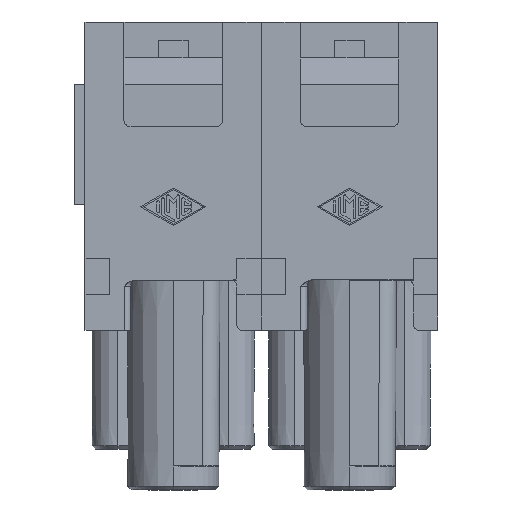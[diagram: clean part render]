
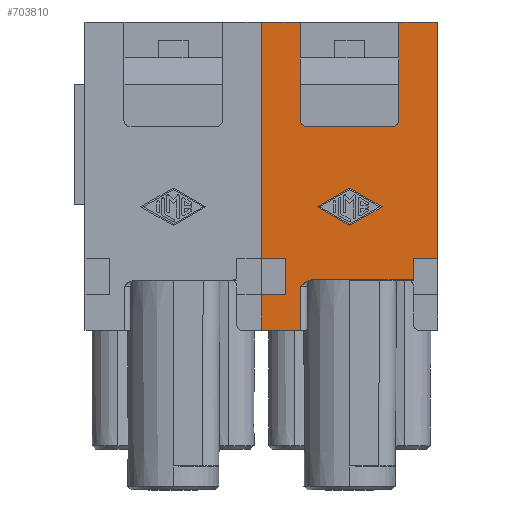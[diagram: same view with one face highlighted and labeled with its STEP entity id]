
A CAD part, front view. The second image highlights one B-rep face of the part: STEP entity #703810.
In plain terms, the highlighted face is planar.
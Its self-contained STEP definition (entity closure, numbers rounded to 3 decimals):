
#6590=CARTESIAN_POINT('',(53.998,58.057,-32.));
#6600=DIRECTION('',(0.,-1.,0.));
#6610=VECTOR('',#6600,1.);
#6620=LINE('',#6590,#6610);
#6630=CARTESIAN_POINT('',(53.998,63.757,-32.))
;
#6640=VERTEX_POINT('',#6630);
#6650=CARTESIAN_POINT('',(53.998,60.757,-32.));
#6660=VERTEX_POINT('',#6650);
#6670=EDGE_CURVE('',#6640,#6660,#6620,.T.);
#16510=CARTESIAN_POINT('',(56.047,60.757,-32.));
#16520=VERTEX_POINT('',#16510);
#16570=CARTESIAN_POINT('',(42.052,60.757,-32.));
#16580=DIRECTION('',(-1.,0.,0.));
#16590=VECTOR('',#16580,1.);
#16600=LINE('',#16570,#16590);
#16610=EDGE_CURVE('',#16520,#6660,#16600,.T.);
#29910=CARTESIAN_POINT('',(43.398,63.757,-32.)
);
#29920=VERTEX_POINT('',#29910);
#29970=CARTESIAN_POINT('',(43.398,63.757,-32.));
#29980=DIRECTION('',(-1.,0.,0.));
#29990=VECTOR('',#29980,1.);
#30000=LINE('',#29970,#29990);
#30010=CARTESIAN_POINT('',(41.348,63.757,-32.)
);
#30020=VERTEX_POINT('',#30010);
#30030=EDGE_CURVE('',#29920,#30020,#30000,.T.);
#34070=CARTESIAN_POINT('',(44.598,83.457,-32.));
#34080=VERTEX_POINT('',#34070);
#34110=CARTESIAN_POINT('',(44.598,58.057,-32.));
#34120=DIRECTION('',(0.,-1.,0.));
#34130=VECTOR('',#34120,1.);
#34140=LINE('',#34110,#34130);
#34150=CARTESIAN_POINT('',(44.598,75.257,-32.));
#34160=VERTEX_POINT('',#34150);
#34170=EDGE_CURVE('',#34080,#34160,#34140,.T.);
#34560=CARTESIAN_POINT('',(52.298,75.257,-32.));
#34570=DIRECTION('',(0.,0.,-1.));
#34580=DIRECTION('',(1.,0.,0.));
#34590=AXIS2_PLACEMENT_3D('',#34560,#34570,#34580);
#34600=CIRCLE('',#34590,0.5);
#34610=CARTESIAN_POINT('',(52.798,75.257,-32.));
#34620=VERTEX_POINT('',#34610);
#34630=CARTESIAN_POINT('',(52.298,74.757,-32.));
#34640=VERTEX_POINT('',#34630);
#34650=EDGE_CURVE('',#34620,#34640,#34600,.T.);
#36140=CARTESIAN_POINT('',(45.098,75.257,-32.));
#36150=DIRECTION('',(0.,0.,-1.));
#36160=DIRECTION('',(1.,0.,0.));
#36170=AXIS2_PLACEMENT_3D('',#36140,#36150,#36160);
#36180=CIRCLE('',#36170,0.5);
#36190=CARTESIAN_POINT('',(45.098,74.757,-32.));
#36200=VERTEX_POINT('',#36190);
#36210=EDGE_CURVE('',#36200,#34160,#36180,.T.);
#36480=CARTESIAN_POINT('',(41.854,74.757,-32.));
#36490=DIRECTION('',(-1.,0.,0.));
#36500=VECTOR('',#36490,1.);
#36510=LINE('',#36480,#36500);
#36520=EDGE_CURVE('',#34640,#36200,#36510,.T.);
#38490=CARTESIAN_POINT('',(43.398,58.057,-32.));
#38500=DIRECTION('',(0.,1.,0.));
#38510=VECTOR('',#38500,1.);
#38520=LINE('',#38490,#38510);
#38530=CARTESIAN_POINT('',(43.398,61.957,-32.));
#38540=VERTEX_POINT('',#38530);
#38550=EDGE_CURVE('',#38540,#29920,#38520,.T.);
#56890=CARTESIAN_POINT('',(56.047,63.757,-32.)
);
#56900=VERTEX_POINT('',#56890);
#56930=CARTESIAN_POINT('',(56.048,63.757,-32.));
#56940=DIRECTION('',(-1.,0.,0.));
#56950=VECTOR('',#56940,1.);
#56960=LINE('',#56930,#56950);
#56970=EDGE_CURVE('',#56900,#6640,#56960,.T.);
#84760=CARTESIAN_POINT('',(51.884,61.957,
-32.));
#84770=VERTEX_POINT('',#84760);
#84800=CARTESIAN_POINT('',(27.154,61.957,-32.));
#84810=DIRECTION('',(1.,0.,0.));
#84820=VECTOR('',#84810,1.);
#84830=LINE('',#84800,#84820);
#84840=EDGE_CURVE('',#38540,#84770,#84830,.T.);
#112610=CARTESIAN_POINT('',(27.154,83.457,-32.)
);
#112620=DIRECTION('',(1.,0.,0.));
#112630=VECTOR('',#112620,1.);
#112640=LINE('',#112610,#112630);
#137120=CARTESIAN_POINT('',(52.75,57.757,-32.
));
#137130=VERTEX_POINT('',#137120);
#137160=CARTESIAN_POINT('',(52.75,38.857,-32.));
#137170=DIRECTION('',(0.,1.,0.));
#137180=VECTOR('',#137170,1.);
#137190=LINE('',#137160,#137180);
#137200=CARTESIAN_POINT('',(52.75,61.457,-32.
));
#137210=VERTEX_POINT('',#137200);
#137220=EDGE_CURVE('',#137130,#137210,#137190,.T.);
#139080=CARTESIAN_POINT('',(52.75,61.457,-32.
));
#139090=CARTESIAN_POINT('',(52.689,61.518,
-32.));
#139100=CARTESIAN_POINT('',(52.629,61.578,
-32.));
#139110=CARTESIAN_POINT('',(52.565,61.636,
-32.));
#139120=CARTESIAN_POINT('',(52.502,61.693,
-32.));
#139130=CARTESIAN_POINT('',(52.436,61.747,
-32.));
#139140=CARTESIAN_POINT('',(52.364,61.795,
-32.));
#139150=CARTESIAN_POINT('',(52.293,61.842,
-32.));
#139160=CARTESIAN_POINT('',(52.216,61.883,-32.));
#139170=CARTESIAN_POINT('',(52.136,61.912,-32.));
#139180=CARTESIAN_POINT('',(52.055,61.94,-32.));
#139190=CARTESIAN_POINT('',(51.969,61.957,-32.));
#139200=CARTESIAN_POINT('',(51.884,61.957,-32.));
#139210=B_SPLINE_CURVE_WITH_KNOTS('',3,(#139080,#139090,#139100,#139110,
#139120,#139130,#139140,#139150,#139160,#139170,#139180,#139190,#139200)
,.UNSPECIFIED.,.F.,.F.,(4,3,3,3,4),(0.,0.257,
0.513,0.77,1.028),.UNSPECIFIED.);
#139220=EDGE_CURVE('',#137210,#84770,#139210,.T.);
#160930=CARTESIAN_POINT('',(41.348,83.457,-32.));
#160940=VERTEX_POINT('',#160930);
#160970=EDGE_CURVE('',#160940,#34080,#112640,.T.);
#161120=CARTESIAN_POINT('',(52.798,83.457,-32.));
#161130=VERTEX_POINT('',#161120);
#161160=CARTESIAN_POINT('',(56.047,83.457,-32.));
#161170=VERTEX_POINT('',#161160);
#161180=EDGE_CURVE('',#161130,#161170,#112640,.T.);
#163190=CARTESIAN_POINT('',(52.798,58.057,-32.));
#163200=DIRECTION('',(0.,1.,0.));
#163210=VECTOR('',#163200,1.);
#163220=LINE('',#163190,#163210);
#163230=EDGE_CURVE('',#34620,#161130,#163220,.T.);
#166410=CARTESIAN_POINT('',(41.348,58.057,-32.));
#166420=DIRECTION('',(0.,1.,0.));
#166430=VECTOR('',#166420,1.);
#166440=LINE('',#166410,#166430);
#166450=EDGE_CURVE('',#30020,#160940,#166440,.T.);
#175190=CARTESIAN_POINT('',(41.348,83.457,-32.
));
#175200=DIRECTION('',(0.,0.,-1.));
#175210=DIRECTION('',(1.,0.,0.));
#175220=AXIS2_PLACEMENT_3D('',#175190,#175200,#175210);
#175230=PLANE('',#175220);
#238100=CARTESIAN_POINT('',(27.154,54.072,-32.));
#238110=DIRECTION('',(-0.866,-0.5,
0.));
#238120=VECTOR('',#238110,1.);
#238130=LINE('',#238100,#238120);
#238140=CARTESIAN_POINT('',(51.406,68.057,
-32.));
#238150=VERTEX_POINT('',#238140);
#238160=CARTESIAN_POINT('',(48.698,66.495,
-32.));
#238170=VERTEX_POINT('',#238160);
#238180=EDGE_CURVE('',#238150,#238170,#238130,.T.);
#238500=CARTESIAN_POINT('',(27.154,78.919,
-32.));
#238510=DIRECTION('',(-0.866,0.5,
0.));
#238520=VECTOR('',#238510,1.);
#238530=LINE('',#238500,#238520);
#238540=CARTESIAN_POINT('',(45.989,68.057,
-32.));
#238550=VERTEX_POINT('',#238540);
#238560=EDGE_CURVE('',#238170,#238550,#238530,.T.);
#238810=CARTESIAN_POINT('',(27.154,82.042,
-32.));
#238820=DIRECTION('',(0.866,-0.5,
0.));
#238830=VECTOR('',#238820,1.);
#238840=LINE('',#238810,#238830);
#238850=CARTESIAN_POINT('',(48.698,69.619,
-32.));
#238860=VERTEX_POINT('',#238850);
#238870=EDGE_CURVE('',#238860,#238150,#238840,.T.);
#239120=CARTESIAN_POINT('',(27.154,57.196,-32.));
#239130=DIRECTION('',(0.866,0.5,
0.));
#239140=VECTOR('',#239130,1.);
#239150=LINE('',#239120,#239140);
#239160=EDGE_CURVE('',#238550,#238860,#239150,.T.);
#464840=CARTESIAN_POINT('',(27.154,57.757,-32.));
#464850=DIRECTION('',(-1.,0.,0.));
#464860=VECTOR('',#464850,1.);
#464870=LINE('',#464840,#464860);
#702470=CARTESIAN_POINT('',(56.047,57.757,-32.));
#702480=VERTEX_POINT('',#702470);
#702490=EDGE_CURVE('',#702480,#137130,#464870,.T.);
#703480=ORIENTED_EDGE('',*,*,#16610,.F.);
#703490=ORIENTED_EDGE('',*,*,#6670,.T.);
#703500=ORIENTED_EDGE('',*,*,#56970,.T.);
#703510=CARTESIAN_POINT('',(56.047,0.,-32.));
#703520=DIRECTION('',(0.,1.,0.));
#703530=VECTOR('',#703520,1.);
#703540=LINE('',#703510,#703530);
#703550=EDGE_CURVE('',#56900,#161170,#703540,.T.);
#703560=ORIENTED_EDGE('',*,*,#703550,.F.);
#703570=ORIENTED_EDGE('',*,*,#161180,.T.);
#703580=ORIENTED_EDGE('',*,*,#163230,.T.);
#703590=ORIENTED_EDGE('',*,*,#34650,.F.);
#703600=ORIENTED_EDGE('',*,*,#36520,.F.);
#703610=ORIENTED_EDGE('',*,*,#36210,.F.);
#703620=ORIENTED_EDGE('',*,*,#34170,.T.);
#703630=ORIENTED_EDGE('',*,*,#160970,.T.);
#703640=ORIENTED_EDGE('',*,*,#166450,.T.);
#703650=ORIENTED_EDGE('',*,*,#30030,.T.);
#703660=ORIENTED_EDGE('',*,*,#38550,.T.);
#703670=ORIENTED_EDGE('',*,*,#84840,.F.);
#703680=ORIENTED_EDGE('',*,*,#139220,.T.);
#703690=ORIENTED_EDGE('',*,*,#137220,.T.);
#703700=ORIENTED_EDGE('',*,*,#702490,.T.);
#703710=EDGE_CURVE('',#702480,#16520,#703540,.T.);
#703720=ORIENTED_EDGE('',*,*,#703710,.F.);
#703730=EDGE_LOOP('',(#703720,#703700,#703690,#703680,#703670,#703660,
#703650,#703640,#703630,#703620,#703610,#703600,#703590,#703580,#703570,
#703560,#703500,#703490,#703480));
#703740=FACE_OUTER_BOUND('',#703730,.T.);
#703750=ORIENTED_EDGE('',*,*,#238870,.F.);
#703760=ORIENTED_EDGE('',*,*,#238180,.F.);
#703770=ORIENTED_EDGE('',*,*,#238560,.F.);
#703780=ORIENTED_EDGE('',*,*,#239160,.F.);
#703790=EDGE_LOOP('',(#703780,#703770,#703760,#703750));
#703800=FACE_BOUND('',#703790,.T.);
#703810=ADVANCED_FACE('',(#703740,#703800),#175230,.T.);
